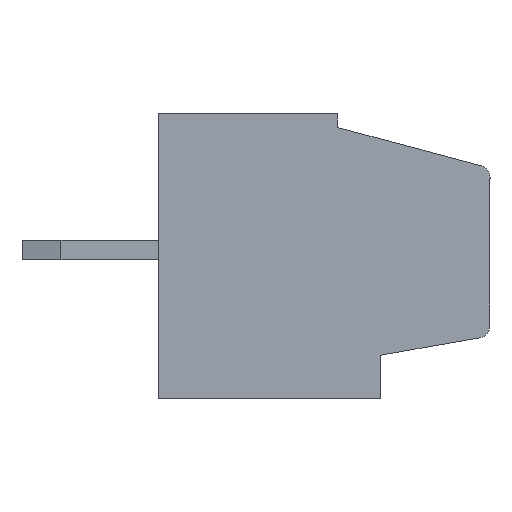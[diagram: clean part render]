
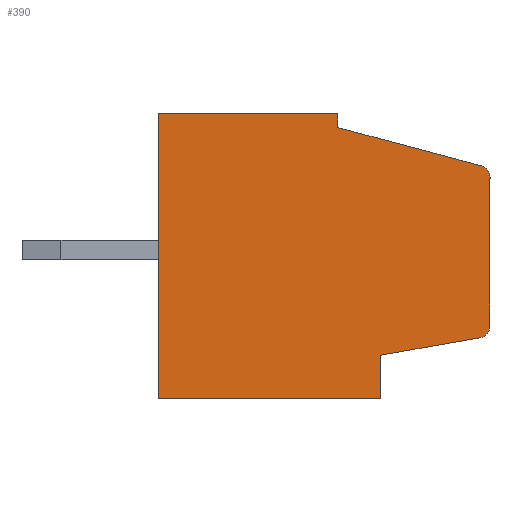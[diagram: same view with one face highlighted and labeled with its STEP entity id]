
A CAD part, left-side view. The second image highlights one B-rep face of the part: STEP entity #390.
In plain terms, the highlighted planar face has unit normal (-1, 0, 0).
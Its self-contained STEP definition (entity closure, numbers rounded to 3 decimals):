
#390 = ADVANCED_FACE( '', ( #845 ), #846, .F. );
#845 = FACE_OUTER_BOUND( '', #1328, .T. );
#846 = PLANE( '', #1329 );
#1328 = EDGE_LOOP( '', ( #2365, #2366, #2367, #2368, #2369, #2370, #2371, #2372, #2373, #2374 ) );
#1329 = AXIS2_PLACEMENT_3D( '', #2375, #2376, #2377 );
#2365 = ORIENTED_EDGE( '', *, *, #2718, .T. );
#2366 = ORIENTED_EDGE( '', *, *, #2958, .F. );
#2367 = ORIENTED_EDGE( '', *, *, #2694, .F. );
#2368 = ORIENTED_EDGE( '', *, *, #2893, .F. );
#2369 = ORIENTED_EDGE( '', *, *, #2659, .F. );
#2370 = ORIENTED_EDGE( '', *, *, #2756, .F. );
#2371 = ORIENTED_EDGE( '', *, *, #2844, .F. );
#2372 = ORIENTED_EDGE( '', *, *, #2935, .F. );
#2373 = ORIENTED_EDGE( '', *, *, #3036, .T. );
#2374 = ORIENTED_EDGE( '', *, *, #2649, .F. );
#2375 = CARTESIAN_POINT( '', ( 0., 2.296, 180. ) );
#2376 = DIRECTION( '', ( 1., 0., 0. ) );
#2377 = DIRECTION( '', ( 0., 1., 0. ) );
#2649 = EDGE_CURVE( '', #3114, #3110, #3116, .T. );
#2659 = EDGE_CURVE( '', #3133, #3134, #3135, .T. );
#2694 = EDGE_CURVE( '', #3198, #3200, #3201, .T. );
#2718 = EDGE_CURVE( '', #3114, #3239, #3241, .F. );
#2756 = EDGE_CURVE( '', #3304, #3133, #3306, .T. );
#2844 = EDGE_CURVE( '', #3445, #3304, #3447, .T. );
#2893 = EDGE_CURVE( '', #3134, #3198, #3523, .T. );
#2935 = EDGE_CURVE( '', #3577, #3445, #3579, .T. );
#2958 = EDGE_CURVE( '', #3200, #3239, #3612, .T. );
#3036 = EDGE_CURVE( '', #3577, #3110, #3710, .F. );
#3110 = VERTEX_POINT( '', #3792 );
#3114 = VERTEX_POINT( '', #3798 );
#3116 = LINE( '', #3801, #3802 );
#3133 = VERTEX_POINT( '', #3821 );
#3134 = VERTEX_POINT( '', #3822 );
#3135 = LINE( '', #3823, #3824 );
#3198 = VERTEX_POINT( '', #3915 );
#3200 = VERTEX_POINT( '', #3918 );
#3201 = LINE( '', #3919, #3920 );
#3239 = VERTEX_POINT( '', #3970 );
#3241 = CIRCLE( '', #3973, 0.3 );
#3304 = VERTEX_POINT( '', #4060 );
#3306 = LINE( '', #4063, #4064 );
#3445 = VERTEX_POINT( '', #4255 );
#3447 = LINE( '', #4258, #4259 );
#3523 = LINE( '', #4365, #4366 );
#3577 = VERTEX_POINT( '', #4440 );
#3579 = LINE( '', #4443, #4444 );
#3612 = LINE( '', #4486, #4487 );
#3710 = CIRCLE( '', #4619, 0.3 );
#3792 = CARTESIAN_POINT( '', ( 0., -3.9, 174.552 ) );
#3798 = CARTESIAN_POINT( '', ( 0., -3.9, 178.37 ) );
#3801 = CARTESIAN_POINT( '', ( 0., -3.9, 174.552 ) );
#3802 = VECTOR( '', #4726, 1000. );
#3821 = CARTESIAN_POINT( '', ( 0., 4.6, 172.7 ) );
#3822 = CARTESIAN_POINT( '', ( 0., 4.6, 180. ) );
#3823 = CARTESIAN_POINT( '', ( 0., 4.6, 180. ) );
#3824 = VECTOR( '', #4744, 1000. );
#3915 = CARTESIAN_POINT( '', ( 0., 0., 180. ) );
#3918 = CARTESIAN_POINT( '', ( 0., 0., 179.645 ) );
#3919 = CARTESIAN_POINT( '', ( 0., 0., 179.645 ) );
#3920 = VECTOR( '', #4777, 1000. );
#3970 = CARTESIAN_POINT( '', ( 0., -3.678, 178.66 ) );
#3973 = AXIS2_PLACEMENT_3D( '', #4803, #4804, #4805 );
#4060 = CARTESIAN_POINT( '', ( 0., -1.1, 172.7 ) );
#4063 = CARTESIAN_POINT( '', ( 0., 4.6, 172.7 ) );
#4064 = VECTOR( '', #4843, 1000. );
#4255 = CARTESIAN_POINT( '', ( 0., -1.1, 173.806 ) );
#4258 = CARTESIAN_POINT( '', ( 0., -1.1, 172.7 ) );
#4259 = VECTOR( '', #4939, 1000. );
#4365 = CARTESIAN_POINT( '', ( 0., 0., 180. ) );
#4366 = VECTOR( '', #4997, 1000. );
#4440 = CARTESIAN_POINT( '', ( 0., -3.652, 174.256 ) );
#4443 = CARTESIAN_POINT( '', ( 0., -1.1, 173.806 ) );
#4444 = VECTOR( '', #5037, 1000. );
#4486 = CARTESIAN_POINT( '', ( 0., -3.678, 178.66 ) );
#4487 = VECTOR( '', #5068, 1000. );
#4619 = AXIS2_PLACEMENT_3D( '', #5133, #5134, #5135 );
#4726 = DIRECTION( '', ( 0., 0., -1. ) );
#4744 = DIRECTION( '', ( 0., 0., 1. ) );
#4777 = DIRECTION( '', ( 0., 0., -1. ) );
#4803 = CARTESIAN_POINT( '', ( 0., -3.6, 178.37 ) );
#4804 = DIRECTION( '', ( 1., 0., 0. ) );
#4805 = DIRECTION( '', ( 0., 0., -1. ) );
#4843 = DIRECTION( '', ( 0., 1., 0. ) );
#4939 = DIRECTION( '', ( 0., 0., -1. ) );
#4997 = DIRECTION( '', ( 0., -1., 0. ) );
#5037 = DIRECTION( '', ( 0., 0.985, -0.174 ) );
#5068 = DIRECTION( '', ( 0., -0.966, -0.259 ) );
#5133 = CARTESIAN_POINT( '', ( 0., -3.6, 174.552 ) );
#5134 = DIRECTION( '', ( 1., 0., 0. ) );
#5135 = DIRECTION( '', ( 0., 0., -1. ) );
